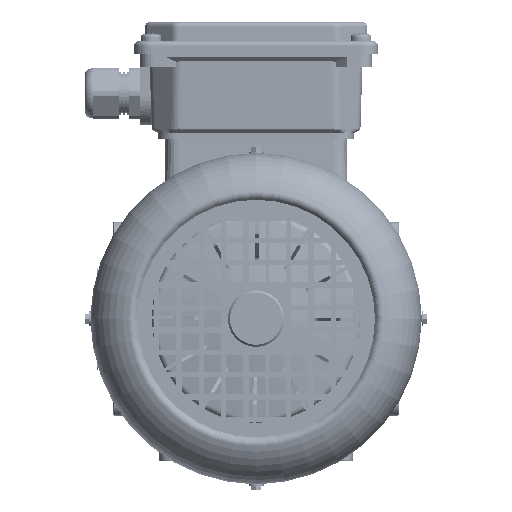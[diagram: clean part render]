
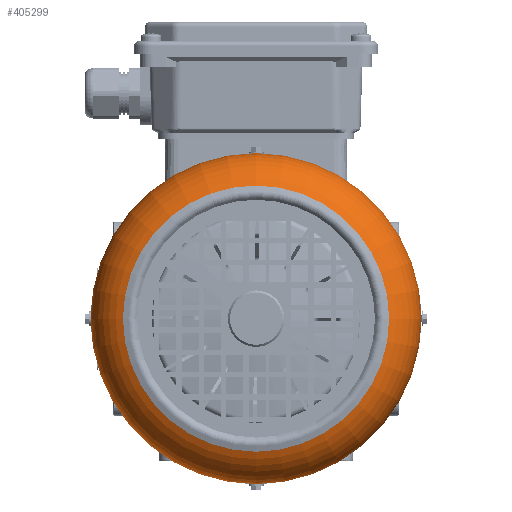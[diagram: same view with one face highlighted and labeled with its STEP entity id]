
A CAD part, left-side view. The second image highlights one B-rep face of the part: STEP entity #405299.
In plain terms, the highlighted toroidal (fillet/blend) face has major radius 53.447 mm and minor radius 24.253 mm.
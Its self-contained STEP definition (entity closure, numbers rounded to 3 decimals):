
#405265=CARTESIAN_POINT('',(-80.,62.5,0.0));
#405266=VERTEX_POINT('',#405265);
#405267=CARTESIAN_POINT('',(-80.,0.,0.0));
#405268=DIRECTION('',(1.0,0.0,0.0));
#405269=DIRECTION('',(0.0,1.0,0.0));
#405270=AXIS2_PLACEMENT_3D('',#405267,#405268,#405269);
#405271=CIRCLE('',#405270,62.5);
#405272=EDGE_CURVE('',#405266,#405266,#405271,.T.);
#405280=CARTESIAN_POINT('',(-57.5,0.,0.0));
#405281=DIRECTION('',(1.0,0.,0.0));
#405282=DIRECTION('',(0.0,0.0,-1.0));
#405283=AXIS2_PLACEMENT_3D('',#405280,#405281,#405282);
#405284=TOROIDAL_SURFACE('',#405283,53.447,24.253);
#405285=CARTESIAN_POINT('',(-57.5,77.7,0.0));
#405286=VERTEX_POINT('',#405285);
#405287=CARTESIAN_POINT('',(-57.5,0.,0.0));
#405288=DIRECTION('',(1.0,0.0,0.0));
#405289=DIRECTION('',(0.0,1.0,0.0));
#405290=AXIS2_PLACEMENT_3D('',#405287,#405288,#405289);
#405291=CIRCLE('',#405290,77.7);
#405292=EDGE_CURVE('',#405286,#405286,#405291,.T.);
#405293=ORIENTED_EDGE('',*,*,#405292,.F.);
#405294=EDGE_LOOP('',(#405293));
#405295=FACE_OUTER_BOUND('',#405294,.T.);
#405296=ORIENTED_EDGE('',*,*,#405272,.T.);
#405297=EDGE_LOOP('',(#405296));
#405298=FACE_BOUND('',#405297,.T.);
#405299=ADVANCED_FACE('',(#405295,#405298),#405284,.T.);
